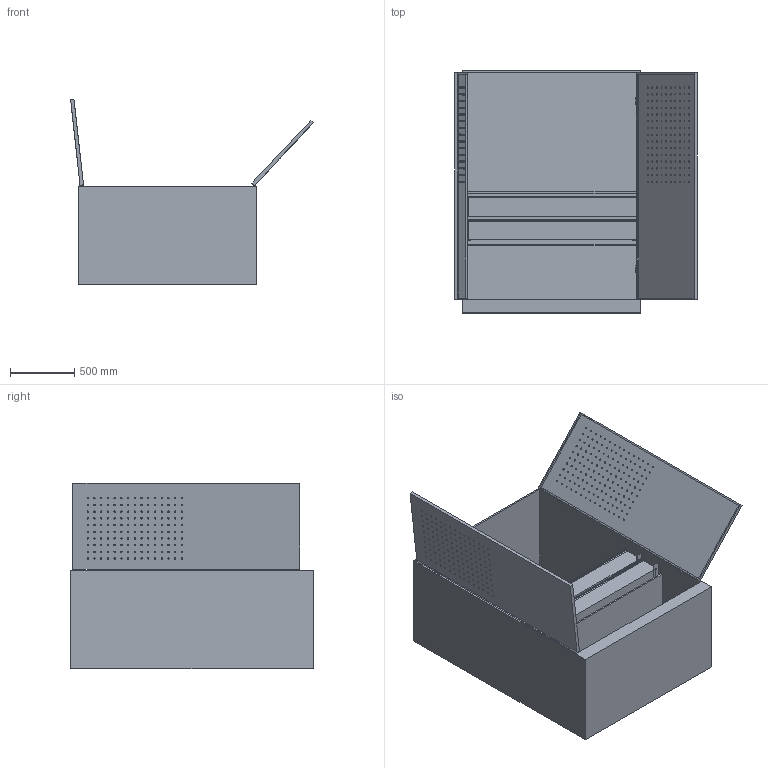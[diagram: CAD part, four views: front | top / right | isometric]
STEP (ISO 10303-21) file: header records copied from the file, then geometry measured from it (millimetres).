
FILE_DESCRIPTION(('FreeCAD Model'),'2;1');
FILE_NAME('Open CASCADE Shape Model','2025-05-29T08:22:04',('FreeCAD'),( 'FreeCAD'),'Open CASCADE STEP processor 7.6','FreeCAD','Unknown');
FILE_SCHEMA(('AUTOMOTIVE_DESIGN { 1 0 10303 214 1 1 1 1 }'));
Products named in the file (1): Open CASCADE STEP translator 7.6 1
Bounding box: 1888.41 x 1882.47 x 1442.9 mm (x, y, z)
Volume: 253114570.8 mm3; surface area: 29574139.1 mm2
Topology: 19 solids, 19 shells, 1029 faces, 2926 edges, 1940 vertices
Faces by surface type: bspline 1029
Entity records: 37306 total; most frequent: CARTESIAN_POINT 20349, ORIENTED_EDGE 5852, EDGE_CURVE 2926, VERTEX_POINT 1940, FACE_BOUND 1698, EDGE_LOOP 1698, B_SPLINE_CURVE_WITH_KNOTS 1474, ADVANCED_FACE 1029
